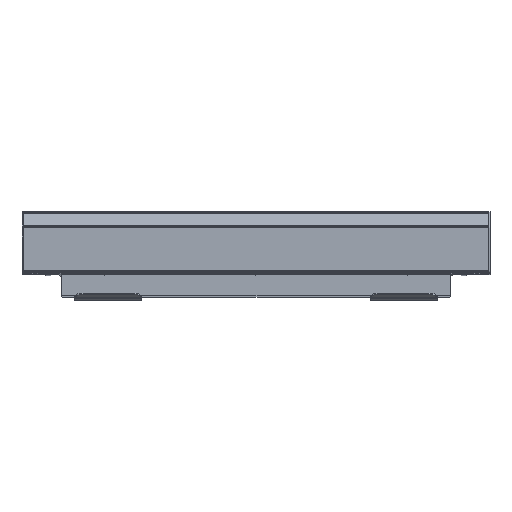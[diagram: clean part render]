
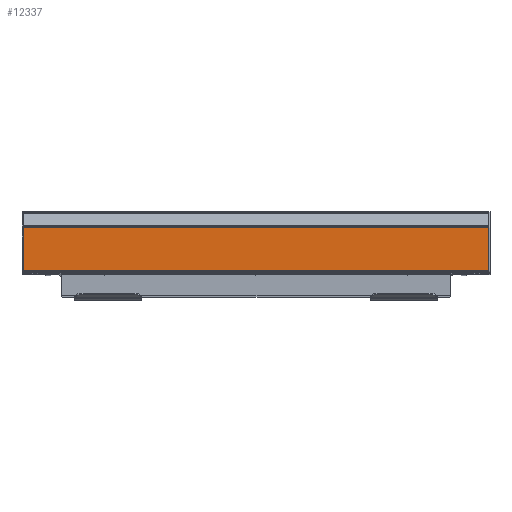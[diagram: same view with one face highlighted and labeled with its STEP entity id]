
A CAD part, top view. The second image highlights one B-rep face of the part: STEP entity #12337.
In plain terms, the highlighted planar face has unit normal (0, 0, 1).
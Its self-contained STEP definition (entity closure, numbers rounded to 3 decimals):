
#51 = PLANE ( 'NONE',  #14567 ) ;
#397 = LINE ( 'NONE', #544, #7237 ) ;
#544 = CARTESIAN_POINT ( 'NONE',  ( -277.5, -69.906, 543. ) ) ;
#673 = EDGE_CURVE ( 'NONE', #9692, #14262, #3083, .T. ) ;
#874 = EDGE_CURVE ( 'NONE', #9692, #5571, #13200, .T. ) ;
#2183 = DIRECTION ( 'NONE',  ( 1., 0., 0. ) ) ;
#2257 = CARTESIAN_POINT ( 'NONE',  ( -277.5, -19.054, 543. ) ) ;
#2423 = CARTESIAN_POINT ( 'NONE',  ( -277.5, -19.054, 543. ) ) ;
#2459 = CARTESIAN_POINT ( 'NONE',  ( 277.5, -19.054, 543. ) ) ;
#3032 = VECTOR ( 'NONE', #10553, 1000. ) ;
#3083 = LINE ( 'NONE', #11418, #3032 ) ;
#3163 = ORIENTED_EDGE ( 'NONE', *, *, #10119, .T. ) ;
#3536 = DIRECTION ( 'NONE',  ( 0., 0., 1. ) ) ;
#4142 = EDGE_LOOP ( 'NONE', ( #3163, #4748, #6017, #9409 ) ) ;
#4588 = VECTOR ( 'NONE', #2183, 1000. ) ;
#4748 = ORIENTED_EDGE ( 'NONE', *, *, #10829, .F. ) ;
#5490 = DIRECTION ( 'NONE',  ( 0., -1., 0. ) ) ;
#5569 = CARTESIAN_POINT ( 'NONE',  ( 277.5, -19.054, 543. ) ) ;
#5571 = VERTEX_POINT ( 'NONE', #2459 ) ;
#6017 = ORIENTED_EDGE ( 'NONE', *, *, #874, .F. ) ;
#6411 = VERTEX_POINT ( 'NONE', #13837 ) ;
#6833 = LINE ( 'NONE', #5569, #8221 ) ;
#7237 = VECTOR ( 'NONE', #14953, 1000. ) ;
#8221 = VECTOR ( 'NONE', #5490, 1000. ) ;
#9409 = ORIENTED_EDGE ( 'NONE', *, *, #673, .T. ) ;
#9692 = VERTEX_POINT ( 'NONE', #14893 ) ;
#10119 = EDGE_CURVE ( 'NONE', #14262, #6411, #397, .T. ) ;
#10553 = DIRECTION ( 'NONE',  ( 0., -1., 0. ) ) ;
#10829 = EDGE_CURVE ( 'NONE', #5571, #6411, #6833, .T. ) ;
#11418 = CARTESIAN_POINT ( 'NONE',  ( -277.5, -19.054, 543. ) ) ;
#12245 = FACE_OUTER_BOUND ( 'NONE', #4142, .T. ) ;
#12321 = DIRECTION ( 'NONE',  ( 1., 0., 0. ) ) ;
#12337 = ADVANCED_FACE ( 'NONE', ( #12245 ), #51, .T. ) ;
#13200 = LINE ( 'NONE', #2257, #4588 ) ;
#13837 = CARTESIAN_POINT ( 'NONE',  ( 277.5, -69.906, 543. ) ) ;
#14262 = VERTEX_POINT ( 'NONE', #14565 ) ;
#14565 = CARTESIAN_POINT ( 'NONE',  ( -277.5, -69.906, 543. ) ) ;
#14567 = AXIS2_PLACEMENT_3D ( 'NONE', #2423, #3536, #12321 ) ;
#14893 = CARTESIAN_POINT ( 'NONE',  ( -277.5, -19.054, 543. ) ) ;
#14953 = DIRECTION ( 'NONE',  ( 1., 0., 0. ) ) ;
